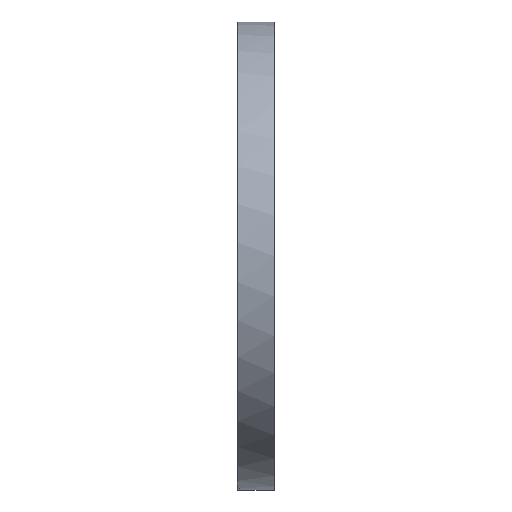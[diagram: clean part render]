
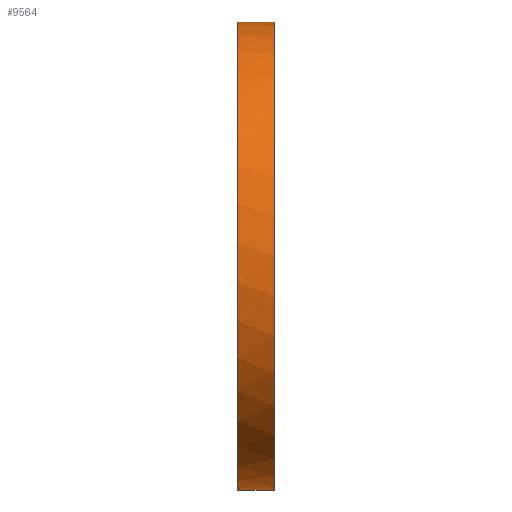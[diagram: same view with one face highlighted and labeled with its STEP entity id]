
A CAD part, left-side view. The second image highlights one B-rep face of the part: STEP entity #9564.
In plain terms, the highlighted cylindrical face has radius 177.8 mm (diameter 355.6 mm), a partial arc.
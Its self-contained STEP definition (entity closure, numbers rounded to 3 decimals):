
#340 = AXIS2_PLACEMENT_3D ( 'NONE', #416, #5746, #1169 ) ;
#376 = ORIENTED_EDGE ( 'NONE', *, *, #3974, .T. ) ;
#416 = CARTESIAN_POINT ( 'NONE',  ( 0., 27.9, 0. ) ) ;
#438 = CARTESIAN_POINT ( 'NONE',  ( 0., -20.091, -177.8 ) ) ;
#560 = VECTOR ( 'NONE', #5200, 1000. ) ;
#629 = VECTOR ( 'NONE', #5763, 1000. ) ;
#940 = EDGE_CURVE ( 'NONE', #4163, #7163, #7618, .T. ) ;
#987 = CARTESIAN_POINT ( 'NONE',  ( 0., 0.5, -177.8 ) ) ;
#1169 = DIRECTION ( 'NONE',  ( 0., 0., -1. ) ) ;
#1591 = CARTESIAN_POINT ( 'NONE',  ( 0., 27.9, -177.8 ) ) ;
#1636 = DIRECTION ( 'NONE',  ( 0., -1., 0. ) ) ;
#1642 = VECTOR ( 'NONE', #6424, 1000. ) ;
#1656 = CARTESIAN_POINT ( 'NONE',  ( -20.076, -20.091, -176.663 ) ) ;
#1772 = DIRECTION ( 'NONE',  ( 0., 1., 0. ) ) ;
#1799 = EDGE_CURVE ( 'NONE', #5321, #7163, #3673, .T. ) ;
#1930 = EDGE_CURVE ( 'NONE', #5321, #9518, #5327, .T. ) ;
#1996 = AXIS2_PLACEMENT_3D ( 'NONE', #5425, #1636, #6184 ) ;
#2327 = CARTESIAN_POINT ( 'NONE',  ( -20.076, 27.1, -176.663 ) ) ;
#2555 = VERTEX_POINT ( 'NONE', #1591 ) ;
#2818 = AXIS2_PLACEMENT_3D ( 'NONE', #6324, #1772, #7113 ) ;
#2913 = CARTESIAN_POINT ( 'NONE',  ( -17.093, 27.1, -176.976 ) ) ;
#3128 = EDGE_CURVE ( 'NONE', #5670, #6475, #5691, .T. ) ;
#3355 = CYLINDRICAL_SURFACE ( 'NONE', #1996, 177.8 ) ;
#3673 = CIRCLE ( 'NONE', #4073, 177.8 ) ;
#3810 = DIRECTION ( 'NONE',  ( 0., -1., 0. ) ) ;
#3813 = FACE_OUTER_BOUND ( 'NONE', #5116, .T. ) ;
#3974 = EDGE_CURVE ( 'NONE', #5670, #4163, #4232, .T. ) ;
#4073 = AXIS2_PLACEMENT_3D ( 'NONE', #8822, #4265, #9598 ) ;
#4163 = VERTEX_POINT ( 'NONE', #5347 ) ;
#4232 = CIRCLE ( 'NONE', #340, 177.8 ) ;
#4265 = DIRECTION ( 'NONE',  ( 0., 1., 0. ) ) ;
#4278 = VERTEX_POINT ( 'NONE', #987 ) ;
#4581 = CARTESIAN_POINT ( 'NONE',  ( -17.093, 27.9, -176.976 ) ) ;
#4677 = EDGE_CURVE ( 'NONE', #4278, #6475, #9693, .T. ) ;
#4881 = EDGE_CURVE ( 'NONE', #2555, #4278, #6697, .T. ) ;
#5116 = EDGE_LOOP ( 'NONE', ( #9602, #376, #5689, #6693, #8175, #9107, #5942, #5398 ) ) ;
#5200 = DIRECTION ( 'NONE',  ( 0., 1., 0. ) ) ;
#5321 = VERTEX_POINT ( 'NONE', #2913 ) ;
#5327 = LINE ( 'NONE', #9766, #560 ) ;
#5347 = CARTESIAN_POINT ( 'NONE',  ( -20.076, 27.9, -176.663 ) ) ;
#5357 = VECTOR ( 'NONE', #6204, 1000. ) ;
#5398 = ORIENTED_EDGE ( 'NONE', *, *, #4677, .T. ) ;
#5425 = CARTESIAN_POINT ( 'NONE',  ( 0., -20.091, 0. ) ) ;
#5670 = VERTEX_POINT ( 'NONE', #6328 ) ;
#5689 = ORIENTED_EDGE ( 'NONE', *, *, #940, .T. ) ;
#5691 = LINE ( 'NONE', #6460, #1642 ) ;
#5746 = DIRECTION ( 'NONE',  ( 0., -1., 0. ) ) ;
#5763 = DIRECTION ( 'NONE',  ( 0., -1., 0. ) ) ;
#5942 = ORIENTED_EDGE ( 'NONE', *, *, #4881, .T. ) ;
#5974 = CIRCLE ( 'NONE', #6397, 177.8 ) ;
#6184 = DIRECTION ( 'NONE',  ( 0., 0., -1. ) ) ;
#6204 = DIRECTION ( 'NONE',  ( 0., -1., 0. ) ) ;
#6324 = CARTESIAN_POINT ( 'NONE',  ( 0., 0.5, 0. ) ) ;
#6328 = CARTESIAN_POINT ( 'NONE',  ( 0., 27.9, 177.8 ) ) ;
#6397 = AXIS2_PLACEMENT_3D ( 'NONE', #8361, #3810, #9153 ) ;
#6424 = DIRECTION ( 'NONE',  ( 0., -1., 0. ) ) ;
#6460 = CARTESIAN_POINT ( 'NONE',  ( 0., -20.091, 177.8 ) ) ;
#6475 = VERTEX_POINT ( 'NONE', #7824 ) ;
#6693 = ORIENTED_EDGE ( 'NONE', *, *, #1799, .F. ) ;
#6697 = LINE ( 'NONE', #438, #629 ) ;
#7113 = DIRECTION ( 'NONE',  ( 0., 0., 1. ) ) ;
#7163 = VERTEX_POINT ( 'NONE', #2327 ) ;
#7618 = LINE ( 'NONE', #1656, #5357 ) ;
#7824 = CARTESIAN_POINT ( 'NONE',  ( 0., 0.5, 177.8 ) ) ;
#8175 = ORIENTED_EDGE ( 'NONE', *, *, #1930, .T. ) ;
#8361 = CARTESIAN_POINT ( 'NONE',  ( 0., 27.9, 0. ) ) ;
#8822 = CARTESIAN_POINT ( 'NONE',  ( 0., 27.1, 0. ) ) ;
#9107 = ORIENTED_EDGE ( 'NONE', *, *, #9776, .T. ) ;
#9153 = DIRECTION ( 'NONE',  ( 0., 0., -1. ) ) ;
#9518 = VERTEX_POINT ( 'NONE', #4581 ) ;
#9564 = ADVANCED_FACE ( 'NONE', ( #3813 ), #3355, .T. ) ;
#9598 = DIRECTION ( 'NONE',  ( 0., 0., 1. ) ) ;
#9602 = ORIENTED_EDGE ( 'NONE', *, *, #3128, .F. ) ;
#9693 = CIRCLE ( 'NONE', #2818, 177.8 ) ;
#9766 = CARTESIAN_POINT ( 'NONE',  ( -17.093, -20.091, -176.976 ) ) ;
#9776 = EDGE_CURVE ( 'NONE', #9518, #2555, #5974, .T. ) ;
